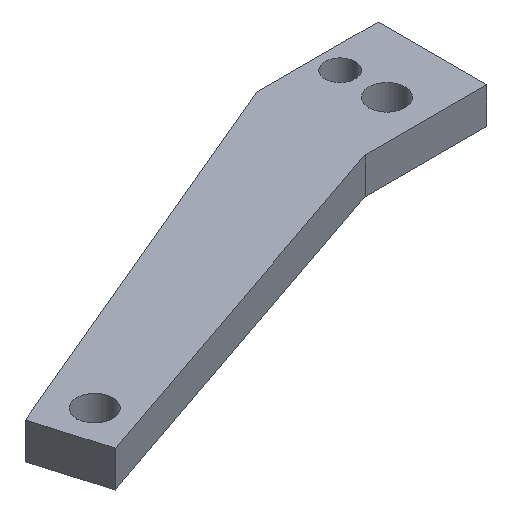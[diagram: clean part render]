
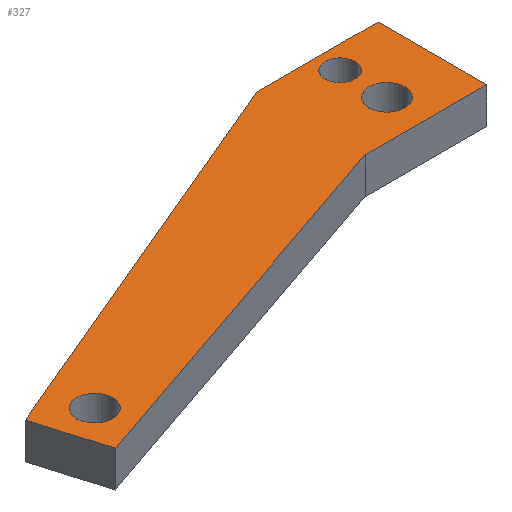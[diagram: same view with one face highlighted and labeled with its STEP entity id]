
A CAD part, isometric view. The second image highlights one B-rep face of the part: STEP entity #327.
In plain terms, the highlighted planar face has unit normal (0, 0, 1).
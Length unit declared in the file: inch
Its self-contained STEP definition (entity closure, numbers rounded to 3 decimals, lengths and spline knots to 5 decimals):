
#1 = CIRCLE ( 'NONE', #109, 0.1875 ) ;
#10 = ORIENTED_EDGE ( 'NONE', *, *, #435, .F. ) ;
#15 = EDGE_CURVE ( 'NONE', #38, #436, #247, .T. ) ;
#21 = VECTOR ( 'NONE', #187, 39.37008 ) ;
#29 = VERTEX_POINT ( 'NONE', #446 ) ;
#30 = DIRECTION ( 'NONE',  ( 1., 0., 0. ) ) ;
#31 = LINE ( 'NONE', #108, #21 ) ;
#36 = EDGE_CURVE ( 'NONE', #157, #252, #1, .T. ) ;
#38 = VERTEX_POINT ( 'NONE', #176 ) ;
#40 = VERTEX_POINT ( 'NONE', #376 ) ;
#52 = VERTEX_POINT ( 'NONE', #257 ) ;
#59 = EDGE_LOOP ( 'NONE', ( #150, #282 ) ) ;
#64 = CARTESIAN_POINT ( 'NONE',  ( -4.30337, -0.2256, 0.375 ) ) ;
#65 = FACE_BOUND ( 'NONE', #485, .T. ) ;
#70 = AXIS2_PLACEMENT_3D ( 'NONE', #64, #138, #218 ) ;
#77 = FACE_BOUND ( 'NONE', #59, .T. ) ;
#79 = CIRCLE ( 'NONE', #440, 0.15625 ) ;
#85 = DIRECTION ( 'NONE',  ( 1., 0., 0. ) ) ;
#86 = EDGE_LOOP ( 'NONE', ( #197, #10 ) ) ;
#90 = DIRECTION ( 'NONE',  ( 0., 0., 1. ) ) ;
#98 = DIRECTION ( 'NONE',  ( 1., 0., 0. ) ) ;
#101 = CARTESIAN_POINT ( 'NONE',  ( 0., 1.53543, 0.375 ) ) ;
#102 = VECTOR ( 'NONE', #380, 39.37008 ) ;
#103 = CARTESIAN_POINT ( 'NONE',  ( -0.26303, 0.7717, 0.375 ) ) ;
#108 = CARTESIAN_POINT ( 'NONE',  ( 0.62992, 0., 0.375 ) ) ;
#109 = AXIS2_PLACEMENT_3D ( 'NONE', #454, #410, #85 ) ;
#112 = LINE ( 'NONE', #273, #385 ) ;
#113 = EDGE_CURVE ( 'NONE', #198, #160, #331, .T. ) ;
#115 = CIRCLE ( 'NONE', #190, 0.15625 ) ;
#126 = VERTEX_POINT ( 'NONE', #464 ) ;
#138 = DIRECTION ( 'NONE',  ( 0., 0., 1. ) ) ;
#144 = DIRECTION ( 'NONE',  ( 0., 0., 1. ) ) ;
#148 = CARTESIAN_POINT ( 'NONE',  ( -4.30337, -0.2256, 0.375 ) ) ;
#150 = ORIENTED_EDGE ( 'NONE', *, *, #254, .F. ) ;
#152 = EDGE_CURVE ( 'NONE', #52, #40, #333, .T. ) ;
#157 = VERTEX_POINT ( 'NONE', #259 ) ;
#159 = CARTESIAN_POINT ( 'NONE',  ( 0., 1.77165, 0.375 ) ) ;
#160 = VERTEX_POINT ( 'NONE', #305 ) ;
#174 = CARTESIAN_POINT ( 'NONE',  ( 0.15625, 1.53543, 0.375 ) ) ;
#176 = CARTESIAN_POINT ( 'NONE',  ( 0.62992, 1.77165, 0.375 ) ) ;
#177 = VECTOR ( 'NONE', #284, 39.37008 ) ;
#180 = VERTEX_POINT ( 'NONE', #174 ) ;
#184 = EDGE_CURVE ( 'NONE', #180, #29, #115, .T. ) ;
#187 = DIRECTION ( 'NONE',  ( 0., 1., 0. ) ) ;
#189 = CARTESIAN_POINT ( 'NONE',  ( -4.76943, 0.02745, 0.375 ) ) ;
#190 = AXIS2_PLACEMENT_3D ( 'NONE', #101, #332, #98 ) ;
#191 = ORIENTED_EDGE ( 'NONE', *, *, #391, .T. ) ;
#192 = CARTESIAN_POINT ( 'NONE',  ( -0.62992, 0.64665, 0.375 ) ) ;
#197 = ORIENTED_EDGE ( 'NONE', *, *, #36, .F. ) ;
#198 = VERTEX_POINT ( 'NONE', #192 ) ;
#218 = DIRECTION ( 'NONE',  ( 1., 0., 0. ) ) ;
#220 = AXIS2_PLACEMENT_3D ( 'NONE', #148, #311, #472 ) ;
#225 = FACE_BOUND ( 'NONE', #86, .T. ) ;
#228 = VECTOR ( 'NONE', #403, 39.37008 ) ;
#236 = DIRECTION ( 'NONE',  ( 0., 0., 1. ) ) ;
#239 = LINE ( 'NONE', #402, #177 ) ;
#240 = ORIENTED_EDGE ( 'NONE', *, *, #264, .F. ) ;
#247 = LINE ( 'NONE', #159, #228 ) ;
#252 = VERTEX_POINT ( 'NONE', #313 ) ;
#254 = EDGE_CURVE ( 'NONE', #29, #180, #79, .T. ) ;
#257 = CARTESIAN_POINT ( 'NONE',  ( -4.11587, -0.2256, 0.375 ) ) ;
#259 = CARTESIAN_POINT ( 'NONE',  ( -0.1875, 1.04912, 0.375 ) ) ;
#264 = EDGE_CURVE ( 'NONE', #40, #52, #414, .T. ) ;
#269 = VERTEX_POINT ( 'NONE', #189 ) ;
#271 = DIRECTION ( 'NONE',  ( 1., 0., 0. ) ) ;
#273 = CARTESIAN_POINT ( 'NONE',  ( -4.37723, -1.2966, 0.375 ) ) ;
#282 = ORIENTED_EDGE ( 'NONE', *, *, #184, .F. ) ;
#284 = DIRECTION ( 'NONE',  ( -0.922, -0.388, 0. ) ) ;
#289 = CARTESIAN_POINT ( 'NONE',  ( 0., 1.04912, 0.375 ) ) ;
#295 = ORIENTED_EDGE ( 'NONE', *, *, #152, .F. ) ;
#300 = AXIS2_PLACEMENT_3D ( 'NONE', #518, #144, #30 ) ;
#305 = CARTESIAN_POINT ( 'NONE',  ( -4.55642, -0.69166, 0.375 ) ) ;
#311 = DIRECTION ( 'NONE',  ( 0., 0., 1. ) ) ;
#313 = CARTESIAN_POINT ( 'NONE',  ( 0.1875, 1.04912, 0.375 ) ) ;
#322 = EDGE_CURVE ( 'NONE', #160, #269, #112, .T. ) ;
#324 = EDGE_LOOP ( 'NONE', ( #444, #365, #399, #449, #362, #191 ) ) ;
#327 = ADVANCED_FACE ( 'NONE', ( #65, #225, #77, #340 ), #516, .T. ) ;
#329 = DIRECTION ( 'NONE',  ( 1., 0., 0. ) ) ;
#331 = LINE ( 'NONE', #103, #102 ) ;
#332 = DIRECTION ( 'NONE',  ( 0., 0., 1. ) ) ;
#333 = CIRCLE ( 'NONE', #70, 0.1875 ) ;
#340 = FACE_OUTER_BOUND ( 'NONE', #324, .T. ) ;
#342 = EDGE_CURVE ( 'NONE', #126, #38, #31, .T. ) ;
#345 = LINE ( 'NONE', #526, #386 ) ;
#348 = EDGE_CURVE ( 'NONE', #126, #198, #345, .T. ) ;
#349 = CARTESIAN_POINT ( 'NONE',  ( 0., 1.53543, 0.375 ) ) ;
#354 = CIRCLE ( 'NONE', #484, 0.1875 ) ;
#362 = ORIENTED_EDGE ( 'NONE', *, *, #15, .T. ) ;
#365 = ORIENTED_EDGE ( 'NONE', *, *, #113, .F. ) ;
#376 = CARTESIAN_POINT ( 'NONE',  ( -4.49087, -0.2256, 0.375 ) ) ;
#380 = DIRECTION ( 'NONE',  ( -0.947, -0.323, 0. ) ) ;
#385 = VECTOR ( 'NONE', #520, 39.37008 ) ;
#386 = VECTOR ( 'NONE', #397, 39.37008 ) ;
#391 = EDGE_CURVE ( 'NONE', #436, #269, #239, .T. ) ;
#397 = DIRECTION ( 'NONE',  ( -1., 0., 0. ) ) ;
#399 = ORIENTED_EDGE ( 'NONE', *, *, #348, .F. ) ;
#402 = CARTESIAN_POINT ( 'NONE',  ( -0.72892, 1.72994, 0.375 ) ) ;
#403 = DIRECTION ( 'NONE',  ( -1., 0., 0. ) ) ;
#409 = CARTESIAN_POINT ( 'NONE',  ( -0.62992, 1.77165, 0.375 ) ) ;
#410 = DIRECTION ( 'NONE',  ( 0., 0., 1. ) ) ;
#414 = CIRCLE ( 'NONE', #220, 0.1875 ) ;
#435 = EDGE_CURVE ( 'NONE', #252, #157, #354, .T. ) ;
#436 = VERTEX_POINT ( 'NONE', #409 ) ;
#440 = AXIS2_PLACEMENT_3D ( 'NONE', #349, #236, #271 ) ;
#444 = ORIENTED_EDGE ( 'NONE', *, *, #322, .F. ) ;
#446 = CARTESIAN_POINT ( 'NONE',  ( -0.15625, 1.53543, 0.375 ) ) ;
#449 = ORIENTED_EDGE ( 'NONE', *, *, #342, .T. ) ;
#454 = CARTESIAN_POINT ( 'NONE',  ( 0., 1.04912, 0.375 ) ) ;
#464 = CARTESIAN_POINT ( 'NONE',  ( 0.62992, 0.64665, 0.375 ) ) ;
#472 = DIRECTION ( 'NONE',  ( 1., 0., 0. ) ) ;
#484 = AXIS2_PLACEMENT_3D ( 'NONE', #289, #90, #329 ) ;
#485 = EDGE_LOOP ( 'NONE', ( #240, #295 ) ) ;
#516 = PLANE ( 'NONE',  #300 ) ;
#518 = CARTESIAN_POINT ( 'NONE',  ( 0., 0., 0.375 ) ) ;
#520 = DIRECTION ( 'NONE',  ( -0.284, 0.959, 0. ) ) ;
#526 = CARTESIAN_POINT ( 'NONE',  ( 0., 0.64665, 0.375 ) ) ;
